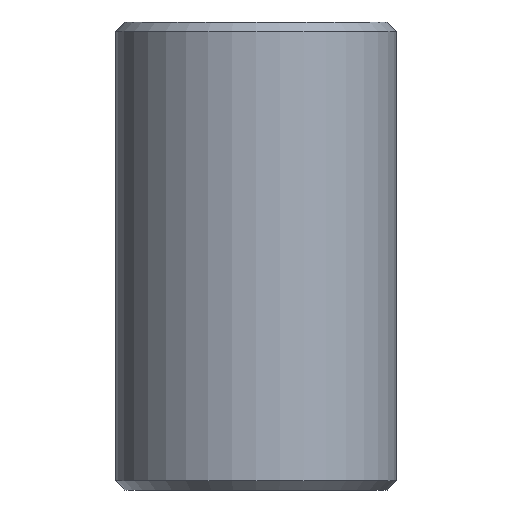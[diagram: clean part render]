
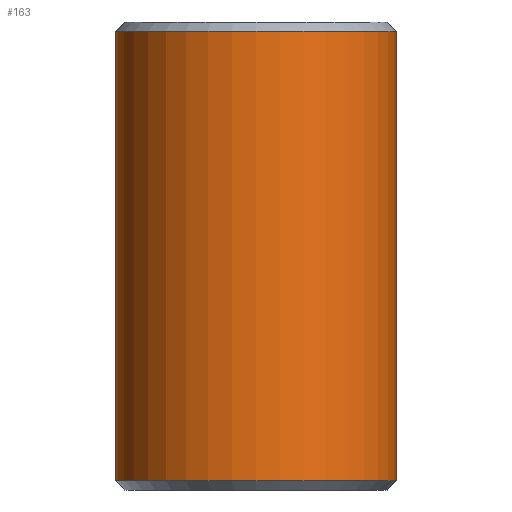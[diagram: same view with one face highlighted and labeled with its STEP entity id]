
A CAD part, front view. The second image highlights one B-rep face of the part: STEP entity #163.
In plain terms, the highlighted cylindrical face has radius 15 mm (diameter 30 mm), a full revolution.
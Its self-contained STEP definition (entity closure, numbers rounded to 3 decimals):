
#163=ADVANCED_FACE('',(#231,#232),#233,.T.);
#231=FACE_OUTER_BOUND('',#271,.T.);
#232=FACE_OUTER_BOUND('',#272,.T.);
#233=CYLINDRICAL_SURFACE('',#273,15.0);
#271=EDGE_LOOP('',(#315));
#272=EDGE_LOOP('',(#316));
#273=AXIS2_PLACEMENT_3D('',#317,#318,#319);
#315=ORIENTED_EDGE('',*,*,#341,.T.);
#316=ORIENTED_EDGE('',*,*,#339,.T.);
#317=CARTESIAN_POINT('',(0.0,0.0,-25.0));
#318=DIRECTION('',(0.0,0.0,1.0));
#319=DIRECTION('',(1.0,0.0,0.0));
#339=EDGE_CURVE('',#359,#359,#360,.T.);
#341=EDGE_CURVE('',#362,#362,#363,.F.);
#359=VERTEX_POINT('',#384);
#360=CIRCLE('',#385,15.0);
#362=VERTEX_POINT('',#387);
#363=CIRCLE('',#388,15.0);
#384=CARTESIAN_POINT('',(15.0,0.0,-24.0));
#385=AXIS2_PLACEMENT_3D('',#409,#410,#411);
#387=CARTESIAN_POINT('',(15.0,0.,24.0));
#388=AXIS2_PLACEMENT_3D('',#412,#413,#414);
#409=CARTESIAN_POINT('',(0.0,0.0,-24.0));
#410=DIRECTION('',(0.0,0.0,1.0));
#411=DIRECTION('',(1.0,0.0,0.0));
#412=CARTESIAN_POINT('',(0.0,0.0,24.0));
#413=DIRECTION('',(0.0,0.0,1.0));
#414=DIRECTION('',(1.0,0.0,0.0));
